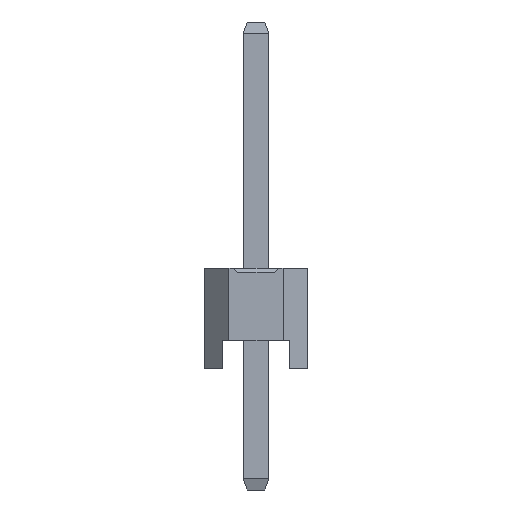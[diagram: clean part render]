
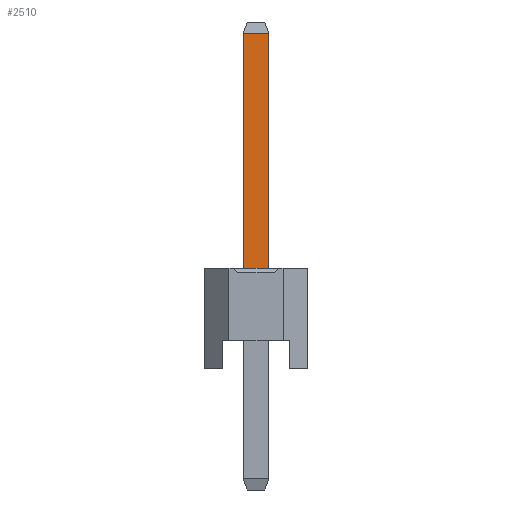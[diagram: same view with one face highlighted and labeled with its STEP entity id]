
A CAD part, left-side view. The second image highlights one B-rep face of the part: STEP entity #2510.
In plain terms, the highlighted planar face has unit normal (-1, 0, 0).
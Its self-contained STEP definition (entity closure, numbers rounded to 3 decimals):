
#2510=ADVANCED_FACE('',(#6570),#6572,.T.);
#6570=FACE_BOUND('',#6571,.T.);
#6571=EDGE_LOOP('',(#9753,#9754,#9755,#9756));
#6572=PLANE('',#6573);
#6573=AXIS2_PLACEMENT_3D('',#6574,#6575,#6576);
#6574=CARTESIAN_POINT('',(-0.32,0.32,-3.));
#6575=DIRECTION('',(-1.,0.,0.));
#6576=DIRECTION('',(0.,-1.,0.));
#9753=ORIENTED_EDGE('',*,*,#11612,.F.);
#9754=ORIENTED_EDGE('',*,*,#11607,.F.);
#9755=ORIENTED_EDGE('',*,*,#11004,.T.);
#9756=ORIENTED_EDGE('',*,*,#11611,.T.);
#11004=EDGE_CURVE('',#12582,#12586,#12588,.T.);
#11607=EDGE_CURVE('',#12582,#13490,#13493,.T.);
#11611=EDGE_CURVE('',#12586,#13497,#13499,.T.);
#11612=EDGE_CURVE('',#13490,#13497,#13500,.T.);
#12582=VERTEX_POINT('',#15286);
#12586=VERTEX_POINT('',#15294);
#12588=LINE('',#15298,#15299);
#13490=VERTEX_POINT('',#17402);
#13493=LINE('',#17409,#17410);
#13497=VERTEX_POINT('',#17419);
#13499=LINE('',#17423,#17424);
#13500=LINE('',#17426,#17427);
#15286=CARTESIAN_POINT('',(-0.32,0.32,2.5));
#15294=CARTESIAN_POINT('',(-0.32,-0.32,2.5));
#15298=CARTESIAN_POINT('',(-0.32,0.32,2.5));
#15299=VECTOR('',#15300,1.);
#15300=DIRECTION('',(0.,-1.,0.));
#17402=CARTESIAN_POINT('',(-0.32,0.32,8.325));
#17409=CARTESIAN_POINT('',(-0.32,0.32,2.5));
#17410=VECTOR('',#17411,1.);
#17411=DIRECTION('',(0.,0.,1.));
#17419=CARTESIAN_POINT('',(-0.32,-0.32,8.325));
#17423=CARTESIAN_POINT('',(-0.32,-0.32,2.5));
#17424=VECTOR('',#17425,1.);
#17425=DIRECTION('',(0.,0.,1.));
#17426=CARTESIAN_POINT('',(-0.32,0.32,8.325));
#17427=VECTOR('',#17428,1.);
#17428=DIRECTION('',(0.,-1.,0.));
